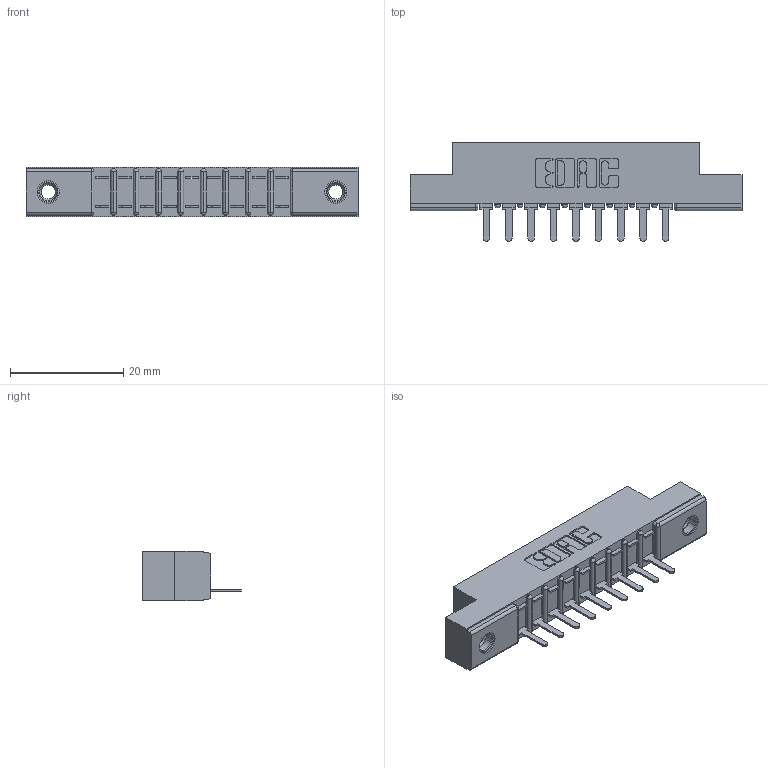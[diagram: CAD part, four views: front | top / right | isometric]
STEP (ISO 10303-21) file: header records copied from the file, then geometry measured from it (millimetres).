
FILE_DESCRIPTION (( 'STEP AP203' ), '1' );
FILE_NAME ('357-009-421-107.STEP', '2020-09-30T05:55:13', ( '' ), ( '' ), 'SwSTEP 2.0', 'SolidWorks 2020', '' );
FILE_SCHEMA (( 'CONFIG_CONTROL_DESIGN' ));
Length unit declared in the file: inch
Products named in the file (4): 357-009-421-107; 307-290-002_521; 345-250-001_345-250-005-103; 307 Part_.156 Dia Mounting Holes
Assembly tree (12 placements, depth 2):
  357-009-421-107
    307 Part_.156 Dia Mounting Holes
    307-290-002_521  x9
    345-250-001_345-250-005-103  x2
Bounding box: 58.67 x 17.42 x 8.71 mm (x, y, z)
Volume: 3853.8 mm3; surface area: 6327.4 mm2
Topology: 12 solids, 12 shells, 854 faces, 2547 edges, 1662 vertices
Faces by surface type: plane 507, cylinder 311, sphere 20, cone 12, torus 4
Entity records: 13687 total; most frequent: CARTESIAN_POINT 2283, ORIENTED_EDGE 2266, DIRECTION 2243, EDGE_CURVE 1133, LINE 851, VECTOR 851, VERTEX_POINT 736, AXIS2_PLACEMENT_3D 696
